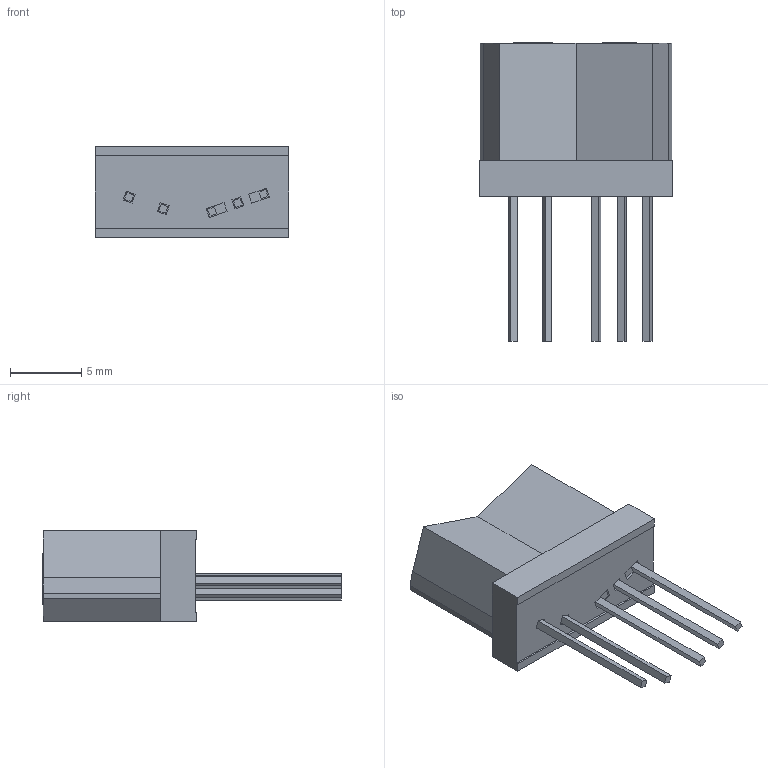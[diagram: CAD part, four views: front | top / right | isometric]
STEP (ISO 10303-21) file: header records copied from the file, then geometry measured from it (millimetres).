
FILE_DESCRIPTION (( 'STEP AP214' ), '1' );
FILE_NAME ('OPB760N.STEP', '2018-02-12T16:57:21', ( '' ), ( '' ), 'SwSTEP 2.0', 'SolidWorks 2015', '' );
FILE_SCHEMA (( 'AUTOMOTIVE_DESIGN' ));
Length unit declared in the file: inch
Products named in the file (1): OPB760N
Bounding box: 13.59 x 21.01 x 6.35 mm (x, y, z)
Volume: 741.5 mm3; surface area: 676.5 mm2
Topology: 1 solids, 1 shells, 104 faces, 266 edges, 176 vertices
Faces by surface type: plane 89, bspline 15
Entity records: 4081 total; most frequent: CARTESIAN_POINT 1290, ORIENTED_EDGE 532, DIRECTION 416, EDGE_CURVE 266, VECTOR 236, LINE 236, VERTEX_POINT 176, EDGE_LOOP 116
